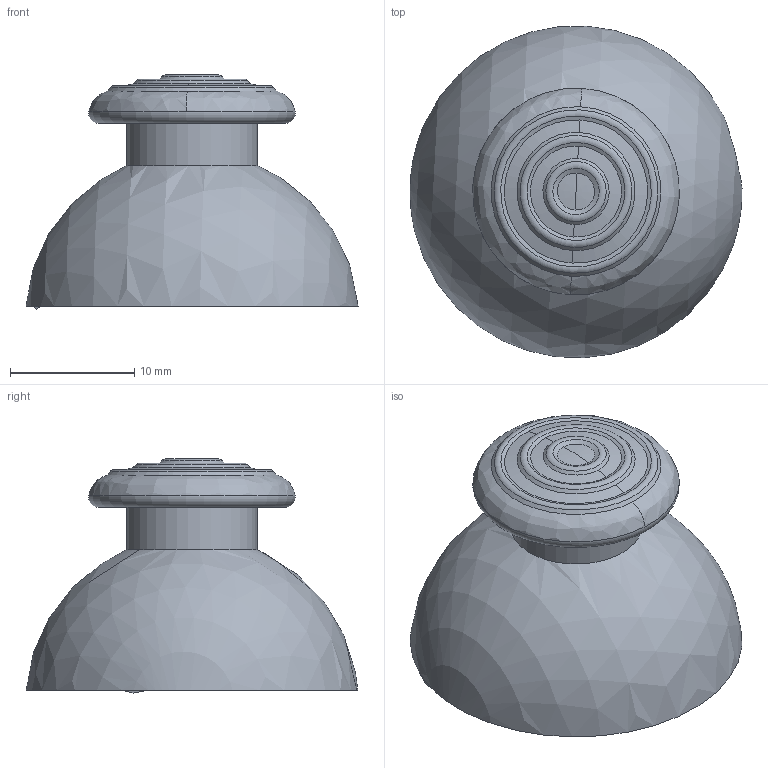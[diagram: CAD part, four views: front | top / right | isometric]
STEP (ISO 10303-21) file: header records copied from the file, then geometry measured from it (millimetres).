
FILE_DESCRIPTION(/* description */ (''),/* implementation_level */ '2;1');
FILE_NAME(/* name */ 'Stick.step',/* time_stamp */ '2023-12-01T15:00:59-05:00',/* author */ (''),/* organization */ (''),/* preprocessor_version */ 'ST-DEVELOPER v20',/* originating_system */ 'Autodesk Translation Framework v12.14.0.127',/* authorisation */ '');
FILE_SCHEMA (('AUTOMOTIVE_DESIGN { 1 0 10303 214 3 1 1 }'));
Length unit declared in the file: millimetre
Products named in the file (1): OEM_GCC
Bounding box: 26.7 x 26.65 x 18.82 mm (x, y, z)
Volume: 1815.1 mm3; surface area: 3472.4 mm2
Topology: 2 solids, 2 shells, 157 faces, 405 edges, 259 vertices
Faces by surface type: plane 64, bspline 32, cone 31, torus 12, cylinder 12, sphere 6
Full cylindrical faces by diameter (mm): 10.5 x2, 14.2 x2
Entity records: 8849 total; most frequent: CARTESIAN_POINT 4945, ORIENTED_EDGE 806, DIRECTION 760, EDGE_CURVE 403, AXIS2_PLACEMENT_3D 326, VERTEX_POINT 259, EDGE_LOOP 194, CIRCLE 174
